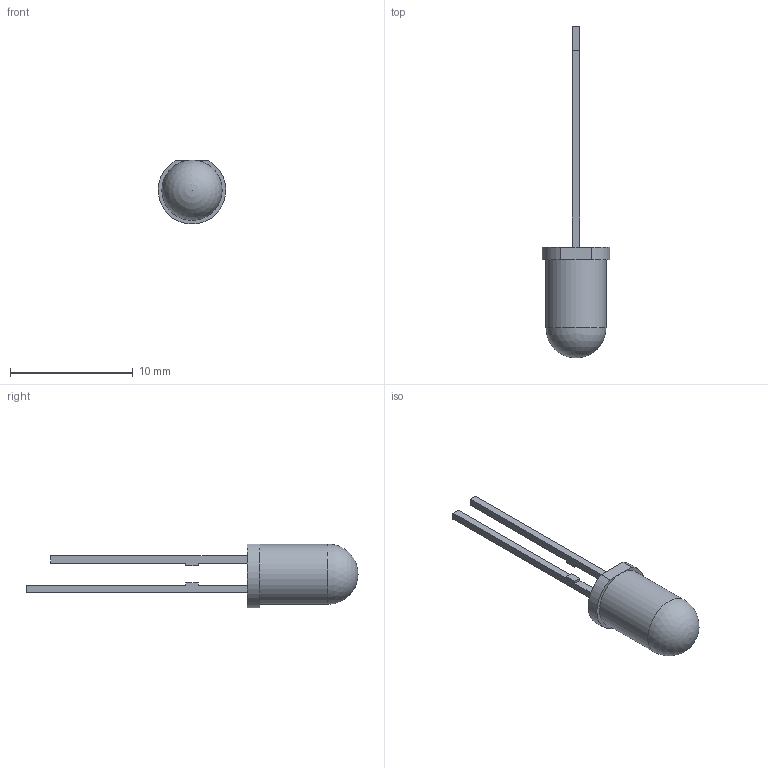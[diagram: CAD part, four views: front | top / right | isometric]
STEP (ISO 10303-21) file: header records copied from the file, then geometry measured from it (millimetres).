
FILE_DESCRIPTION(/* description */ (''),/* implementation_level */ '2;1');
FILE_NAME(/* name */ 'LED_5MM v2.step',/* time_stamp */ '2025-05-01T21:46:14+02:00',/* author */ (''),/* organization */ (''),/* preprocessor_version */ 'ST-DEVELOPER v20.1',/* originating_system */ 'Autodesk Translation Framework v14.4.0.0',/* authorisation */ '');
FILE_SCHEMA (('AUTOMOTIVE_DESIGN { 1 0 10303 214 3 1 1 }'));
Length unit declared in the file: millimetre
Products named in the file (1): LED_5MM
Bounding box: 5.49 x 27 x 5.19 mm (x, y, z)
Volume: 174.5 mm3; surface area: 271.7 mm2
Topology: 3 solids, 3 shells, 28 faces, 68 edges, 45 vertices
Faces by surface type: plane 25, cylinder 2, sphere 1
Full cylindrical faces by diameter (mm): 4.9 x1
Entity records: 851 total; most frequent: CARTESIAN_POINT 141, ORIENTED_EDGE 134, DIRECTION 132, EDGE_CURVE 67, LINE 60, VECTOR 60, VERTEX_POINT 45, AXIS2_PLACEMENT_3D 36
